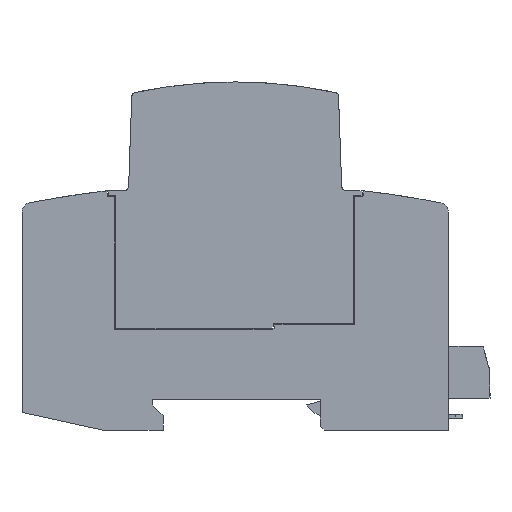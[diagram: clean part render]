
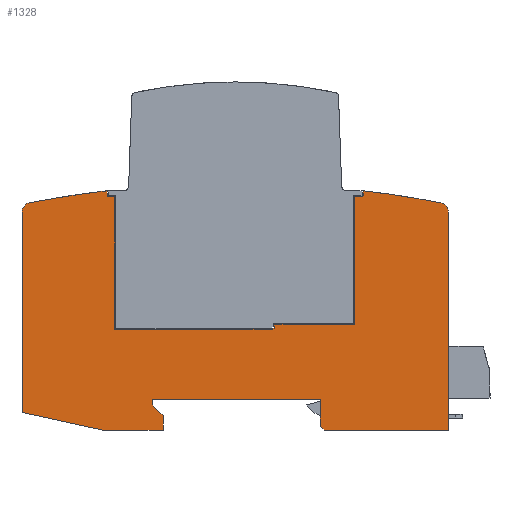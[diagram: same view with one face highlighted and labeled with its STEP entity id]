
A CAD part, left-side view. The second image highlights one B-rep face of the part: STEP entity #1328.
In plain terms, the highlighted planar face has unit normal (-1, 0, 0).
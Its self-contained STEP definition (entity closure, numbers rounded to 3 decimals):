
#1328=ADVANCED_FACE('',(#2709),#2710,.F.);
#2709=FACE_OUTER_BOUND('',#4104,.T.);
#2710=PLANE('',#4105);
#4104=EDGE_LOOP('',(#8265,#8266,#8267,#8268,#8269,#8270,#8271,#8272,#8273,#8274,#8275,#8276,#8277,#8278,#8279,#8280,#8281,#8282,#8283,#8284,#8285,#8286,#8287,#8288,#8289,#8290,#8291,#8292,#8293,#8294));
#4105=AXIS2_PLACEMENT_3D('',#8295,#8296,#8297);
#8265=ORIENTED_EDGE('',*,*,#10315,.T.);
#8266=ORIENTED_EDGE('',*,*,#10276,.T.);
#8267=ORIENTED_EDGE('',*,*,#10281,.T.);
#8268=ORIENTED_EDGE('',*,*,#10285,.T.);
#8269=ORIENTED_EDGE('',*,*,#10322,.T.);
#8270=ORIENTED_EDGE('',*,*,#10324,.T.);
#8271=ORIENTED_EDGE('',*,*,#10272,.T.);
#8272=ORIENTED_EDGE('',*,*,#10313,.T.);
#8273=ORIENTED_EDGE('',*,*,#10289,.T.);
#8274=ORIENTED_EDGE('',*,*,#10294,.T.);
#8275=ORIENTED_EDGE('',*,*,#10325,.F.);
#8276=ORIENTED_EDGE('',*,*,#10310,.T.);
#8277=ORIENTED_EDGE('',*,*,#10307,.T.);
#8278=ORIENTED_EDGE('',*,*,#9435,.F.);
#8279=ORIENTED_EDGE('',*,*,#10326,.F.);
#8280=ORIENTED_EDGE('',*,*,#9233,.F.);
#8281=ORIENTED_EDGE('',*,*,#10327,.T.);
#8282=ORIENTED_EDGE('',*,*,#10328,.F.);
#8283=ORIENTED_EDGE('',*,*,#10329,.F.);
#8284=ORIENTED_EDGE('',*,*,#10330,.T.);
#8285=ORIENTED_EDGE('',*,*,#10331,.T.);
#8286=ORIENTED_EDGE('',*,*,#10332,.T.);
#8287=ORIENTED_EDGE('',*,*,#8969,.T.);
#8288=ORIENTED_EDGE('',*,*,#10333,.F.);
#8289=ORIENTED_EDGE('',*,*,#10334,.T.);
#8290=ORIENTED_EDGE('',*,*,#10335,.F.);
#8291=ORIENTED_EDGE('',*,*,#10336,.F.);
#8292=ORIENTED_EDGE('',*,*,#10337,.F.);
#8293=ORIENTED_EDGE('',*,*,#10338,.F.);
#8294=ORIENTED_EDGE('',*,*,#10266,.T.);
#8295=CARTESIAN_POINT('',(-9.0,44.746,22.258));
#8296=DIRECTION('',(1.0,0.0,0.));
#8297=DIRECTION('',(0.,0.0,-1.0));
#8969=EDGE_CURVE('',#11066,#11064,#11067,.T.);
#9233=EDGE_CURVE('',#11507,#11509,#11510,.T.);
#9435=EDGE_CURVE('',#11795,#11797,#11798,.T.);
#10266=EDGE_CURVE('',#13019,#13017,#13020,.T.);
#10272=EDGE_CURVE('',#13029,#13027,#13030,.T.);
#10276=EDGE_CURVE('',#13035,#13036,#13037,.T.);
#10281=EDGE_CURVE('',#13036,#13044,#13045,.T.);
#10285=EDGE_CURVE('',#13044,#13050,#13051,.T.);
#10289=EDGE_CURVE('',#13056,#13057,#13058,.T.);
#10294=EDGE_CURVE('',#13057,#13065,#13066,.T.);
#10307=EDGE_CURVE('',#13083,#11797,#13084,.T.);
#10310=EDGE_CURVE('',#13087,#13083,#13088,.T.);
#10313=EDGE_CURVE('',#13027,#13056,#13091,.T.);
#10315=EDGE_CURVE('',#13017,#13035,#13093,.T.);
#10322=EDGE_CURVE('',#13050,#13100,#13102,.T.);
#10324=EDGE_CURVE('',#13100,#13029,#13104,.T.);
#10325=EDGE_CURVE('',#13087,#13065,#13105,.T.);
#10326=EDGE_CURVE('',#11509,#11795,#13106,.T.);
#10327=EDGE_CURVE('',#11507,#13107,#13108,.T.);
#10328=EDGE_CURVE('',#13109,#13107,#13110,.T.);
#10329=EDGE_CURVE('',#13111,#13109,#13112,.T.);
#10330=EDGE_CURVE('',#13111,#13113,#13114,.T.);
#10331=EDGE_CURVE('',#13113,#13115,#13116,.T.);
#10332=EDGE_CURVE('',#13115,#11066,#13117,.T.);
#10333=EDGE_CURVE('',#13118,#11064,#13119,.T.);
#10334=EDGE_CURVE('',#13118,#13120,#13121,.T.);
#10335=EDGE_CURVE('',#13122,#13120,#13123,.T.);
#10336=EDGE_CURVE('',#13124,#13122,#13125,.T.);
#10337=EDGE_CURVE('',#13126,#13124,#13127,.T.);
#10338=EDGE_CURVE('',#13019,#13126,#13128,.T.);
#11064=VERTEX_POINT('',#14976);
#11066=VERTEX_POINT('',#14979);
#11067=LINE('',#14980,#14981);
#11507=VERTEX_POINT('',#15602);
#11509=VERTEX_POINT('',#15605);
#11510=LINE('',#15606,#15607);
#11795=VERTEX_POINT('',#16096);
#11797=VERTEX_POINT('',#16099);
#11798=CIRCLE('',#16100,230.);
#13017=VERTEX_POINT('',#18076);
#13019=VERTEX_POINT('',#18079);
#13020=LINE('',#18080,#18081);
#13027=VERTEX_POINT('',#18091);
#13029=VERTEX_POINT('',#18094);
#13030=LINE('',#18095,#18096);
#13035=VERTEX_POINT('',#18103);
#13036=VERTEX_POINT('',#18104);
#13037=LINE('',#18105,#18106);
#13044=VERTEX_POINT('',#18116);
#13045=LINE('',#18117,#18118);
#13050=VERTEX_POINT('',#18125);
#13051=LINE('',#18126,#18127);
#13056=VERTEX_POINT('',#18134);
#13057=VERTEX_POINT('',#18135);
#13058=LINE('',#18136,#18137);
#13065=VERTEX_POINT('',#18147);
#13066=LINE('',#18148,#18149);
#13083=VERTEX_POINT('',#18175);
#13084=LINE('',#18176,#18177);
#13087=VERTEX_POINT('',#18181);
#13088=LINE('',#18182,#18183);
#13091=LINE('',#18187,#18188);
#13093=LINE('',#18190,#18191);
#13100=VERTEX_POINT('',#18201);
#13102=LINE('',#18204,#18205);
#13104=LINE('',#18207,#18208);
#13105=LINE('',#18209,#18210);
#13106=CIRCLE('',#18211,2.);
#13107=VERTEX_POINT('',#18212);
#13108=LINE('',#18213,#18214);
#13109=VERTEX_POINT('',#18215);
#13110=LINE('',#18216,#18217);
#13111=VERTEX_POINT('',#18218);
#13112=LINE('',#18219,#18220);
#13113=VERTEX_POINT('',#18221);
#13114=LINE('',#18222,#18223);
#13115=VERTEX_POINT('',#18224);
#13116=LINE('',#18225,#18226);
#13117=LINE('',#18227,#18228);
#13118=VERTEX_POINT('',#18229);
#13119=LINE('',#18230,#18231);
#13120=VERTEX_POINT('',#18232);
#13121=LINE('',#18233,#18234);
#13122=VERTEX_POINT('',#18235);
#13123=LINE('',#18236,#18237);
#13124=VERTEX_POINT('',#18238);
#13125=CIRCLE('',#18239,2.);
#13126=VERTEX_POINT('',#18240);
#13127=CIRCLE('',#18241,230.);
#13128=LINE('',#18242,#18243);
#14976=CARTESIAN_POINT('',(-9.0,27.0,0.8));
#14979=CARTESIAN_POINT('',(-9.0,27.0,6.5));
#14980=CARTESIAN_POINT('',(-9.0,27.0,6.5));
#14981=VECTOR('',#18827,1.0);
#15602=CARTESIAN_POINT('',(-9.0,90.,3.719));
#15605=CARTESIAN_POINT('',(-9.0,90.0,46.028));
#15606=CARTESIAN_POINT('',(-9.0,90.,3.719));
#15607=VECTOR('',#19100,1.0);
#16096=CARTESIAN_POINT('',(-9.0,88.377,47.993));
#16099=CARTESIAN_POINT('',(-9.0,72.009,50.529));
#16100=AXIS2_PLACEMENT_3D('',#19308,#19309,#19310);
#18076=CARTESIAN_POINT('',(-9.0,18.012,49.53));
#18079=CARTESIAN_POINT('',(-9.0,18.0,49.53));
#18080=CARTESIAN_POINT('',(-9.0,18.0,49.53));
#18081=VECTOR('',#20187,1.0);
#18091=CARTESIAN_POINT('',(-9.0,37.017,21.5));
#18094=CARTESIAN_POINT('',(-9.0,36.7,21.5));
#18095=CARTESIAN_POINT('',(-9.0,36.7,21.5));
#18096=VECTOR('',#20192,1.0);
#18103=CARTESIAN_POINT('',(-9.0,18.012,49.33));
#18104=CARTESIAN_POINT('',(-9.0,19.8,49.33));
#18105=CARTESIAN_POINT('',(-9.0,31.826,49.33));
#18106=VECTOR('',#20195,1.0);
#18116=CARTESIAN_POINT('',(-9.0,19.8,22.3));
#18117=CARTESIAN_POINT('',(-9.0,19.8,29.037));
#18118=VECTOR('',#20199,1.0);
#18125=CARTESIAN_POINT('',(-9.0,36.6,22.3));
#18126=CARTESIAN_POINT('',(-9.0,36.523,22.3));
#18127=VECTOR('',#20202,1.0);
#18134=CARTESIAN_POINT('',(-9.0,37.217,21.3));
#18135=CARTESIAN_POINT('',(-9.0,70.4,21.3));
#18136=CARTESIAN_POINT('',(-9.0,49.277,21.3));
#18137=VECTOR('',#20205,1.0);
#18147=CARTESIAN_POINT('',(-9.0,70.4,49.23));
#18148=CARTESIAN_POINT('',(-9.0,70.4,28.787));
#18149=VECTOR('',#20209,1.0);
#18175=CARTESIAN_POINT('',(-9.0,72.009,49.33));
#18176=CARTESIAN_POINT('',(-9.0,72.009,36.087));
#18177=VECTOR('',#20219,1.0);
#18181=CARTESIAN_POINT('',(-9.0,70.5,49.33));
#18182=CARTESIAN_POINT('',(-9.0,57.975,49.33));
#18183=VECTOR('',#20221,1.0);
#18187=CARTESIAN_POINT('',(-9.0,38.755,19.762));
#18188=VECTOR('',#20223,1.0);
#18190=CARTESIAN_POINT('',(-9.0,18.012,38.333));
#18191=VECTOR('',#20224,1.0);
#18201=CARTESIAN_POINT('',(-9.0,36.7,22.2));
#18204=CARTESIAN_POINT('',(-9.0,36.4,22.5));
#18205=VECTOR('',#20229,1.0);
#18207=CARTESIAN_POINT('',(-9.0,36.7,22.2));
#18208=VECTOR('',#20230,1.0);
#18209=CARTESIAN_POINT('',(-9.0,70.7,49.53));
#18210=VECTOR('',#20231,1.0);
#18211=AXIS2_PLACEMENT_3D('',#20232,#20233,#20234);
#18212=CARTESIAN_POINT('',(-9.0,73.0,0.));
#18213=CARTESIAN_POINT('',(-9.0,90.,3.719));
#18214=VECTOR('',#20235,1.0);
#18215=CARTESIAN_POINT('',(-9.0,60.2,0.));
#18216=CARTESIAN_POINT('',(-9.0,60.2,0.));
#18217=VECTOR('',#20236,1.0);
#18218=CARTESIAN_POINT('',(-9.0,60.2,3.));
#18219=CARTESIAN_POINT('',(-9.0,60.2,3.));
#18220=VECTOR('',#20237,1.0);
#18221=CARTESIAN_POINT('',(-9.0,62.5,5.3));
#18222=CARTESIAN_POINT('',(-9.0,60.2,3.));
#18223=VECTOR('',#20238,1.0);
#18224=CARTESIAN_POINT('',(-9.0,62.5,6.5));
#18225=CARTESIAN_POINT('',(-9.0,62.5,5.3));
#18226=VECTOR('',#20239,1.0);
#18227=CARTESIAN_POINT('',(-9.0,62.5,6.5));
#18228=VECTOR('',#20240,1.0);
#18229=CARTESIAN_POINT('',(-9.0,26.2,0.));
#18230=CARTESIAN_POINT('',(-9.0,26.2,0.));
#18231=VECTOR('',#20241,1.0);
#18232=CARTESIAN_POINT('',(-9.0,0.0,0.));
#18233=CARTESIAN_POINT('',(-9.0,26.2,0.));
#18234=VECTOR('',#20242,1.0);
#18235=CARTESIAN_POINT('',(-9.0,0.,46.028));
#18236=CARTESIAN_POINT('',(-9.0,0.0,46.028));
#18237=VECTOR('',#20243,1.0);
#18238=CARTESIAN_POINT('',(-9.0,1.623,47.993));
#18239=AXIS2_PLACEMENT_3D('',#20244,#20245,#20246);
#18240=CARTESIAN_POINT('',(-9.0,18.0,50.53));
#18241=AXIS2_PLACEMENT_3D('',#20247,#20248,#20249);
#18242=CARTESIAN_POINT('',(-9.0,18.0,49.53));
#18243=VECTOR('',#20250,1.0);
#18827=DIRECTION('',(0.,0.0,-1.0));
#19100=DIRECTION('',(0.,0.,1.0));
#19308=CARTESIAN_POINT('',(-9.,45.,-177.88));
#19309=DIRECTION('',(1.0,0.0,0.));
#19310=DIRECTION('',(0.,0.0,-1.0));
#20187=DIRECTION('',(0.0,1.0,0.0));
#20192=DIRECTION('',(0.0,1.0,0.0));
#20195=DIRECTION('',(0.0,1.0,0.0));
#20199=DIRECTION('',(0.,0.0,-1.0));
#20202=DIRECTION('',(0.0,1.0,0.0));
#20205=DIRECTION('',(0.0,1.0,0.0));
#20209=DIRECTION('',(0.,0.0,1.0));
#20219=DIRECTION('',(0.,0.0,1.0));
#20221=DIRECTION('',(0.0,1.0,0.0));
#20223=DIRECTION('',(0.,0.707,-0.707));
#20224=DIRECTION('',(0.,0.0,-1.0));
#20229=DIRECTION('',(0.,0.707,-0.707));
#20230=DIRECTION('',(0.,0.0,-1.0));
#20231=DIRECTION('',(0.,-0.707,-0.707));
#20232=CARTESIAN_POINT('',(-9.0,88.,46.028));
#20233=DIRECTION('',(1.0,0.0,0.));
#20234=DIRECTION('',(0.,0.0,-1.0));
#20235=DIRECTION('',(0.,-0.977,-0.214));
#20236=DIRECTION('',(0.0,1.0,0.0));
#20237=DIRECTION('',(0.,0.,-1.0));
#20238=DIRECTION('',(0.,0.707,0.707));
#20239=DIRECTION('',(0.,0.,1.0));
#20240=DIRECTION('',(0.0,-1.0,0.0));
#20241=DIRECTION('',(0.,0.707,0.707));
#20242=DIRECTION('',(0.0,-1.0,0.0));
#20243=DIRECTION('',(0.,0.0,-1.0));
#20244=CARTESIAN_POINT('',(-9.0,2.,46.028));
#20245=DIRECTION('',(1.0,0.0,0.));
#20246=DIRECTION('',(0.,0.0,-1.0));
#20247=CARTESIAN_POINT('',(-9.,45.,-177.88));
#20248=DIRECTION('',(1.0,0.0,0.));
#20249=DIRECTION('',(0.,0.0,-1.0));
#20250=DIRECTION('',(0.,0.0,1.0));
